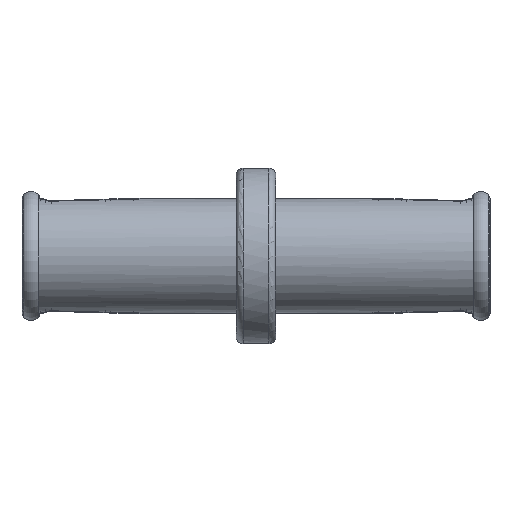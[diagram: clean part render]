
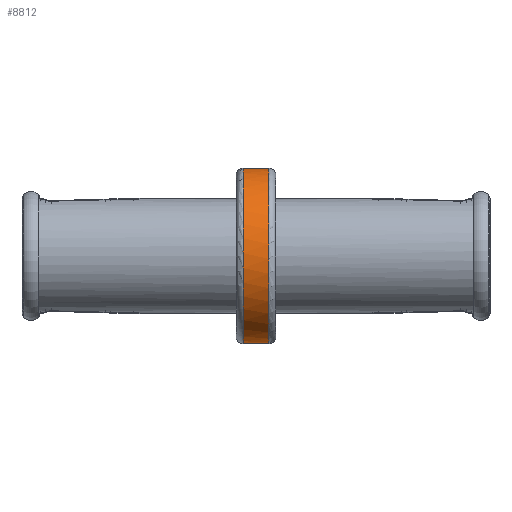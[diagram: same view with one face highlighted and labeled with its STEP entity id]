
A CAD part, front view. The second image highlights one B-rep face of the part: STEP entity #8812.
In plain terms, the highlighted cylindrical face has radius 3.75 mm (diameter 7.5 mm), a partial arc.
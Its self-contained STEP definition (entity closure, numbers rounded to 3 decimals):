
#679=CYLINDRICAL_SURFACE('',#9592,3.75);
#966=CIRCLE('',#9593,3.75);
#967=CIRCLE('',#9594,3.75);
#968=CIRCLE('',#9595,3.75);
#969=CIRCLE('',#9596,3.75);
#1393=FACE_OUTER_BOUND('',#1869,.T.);
#1869=EDGE_LOOP('',(#7158,#7159,#7160,#7161,#7162,#7163));
#2000=LINE('',#12056,#2528);
#2034=LINE('',#12180,#2562);
#2528=VECTOR('',#9819,10.);
#2562=VECTOR('',#9957,10.);
#3056=VERTEX_POINT('',#12054);
#3057=VERTEX_POINT('',#12055);
#3076=VERTEX_POINT('',#12108);
#3088=VERTEX_POINT('',#12144);
#3688=VERTEX_POINT('',#16502);
#3689=VERTEX_POINT('',#16505);
#3904=EDGE_CURVE('',#3056,#3057,#2000,.T.);
#3968=EDGE_CURVE('',#3076,#3088,#2034,.T.);
#4880=EDGE_CURVE('',#3688,#3057,#966,.T.);
#4881=EDGE_CURVE('',#3076,#3688,#967,.T.);
#4882=EDGE_CURVE('',#3689,#3088,#968,.T.);
#4883=EDGE_CURVE('',#3056,#3689,#969,.T.);
#7158=ORIENTED_EDGE('',*,*,#3904,.T.);
#7159=ORIENTED_EDGE('',*,*,#4880,.F.);
#7160=ORIENTED_EDGE('',*,*,#4881,.F.);
#7161=ORIENTED_EDGE('',*,*,#3968,.T.);
#7162=ORIENTED_EDGE('',*,*,#4882,.F.);
#7163=ORIENTED_EDGE('',*,*,#4883,.F.);
#8812=ADVANCED_FACE('',(#1393),#679,.T.);
#9592=AXIS2_PLACEMENT_3D('',#16501,#11505,#11506);
#9593=AXIS2_PLACEMENT_3D('',#16503,#11507,#11508);
#9594=AXIS2_PLACEMENT_3D('',#16504,#11509,#11510);
#9595=AXIS2_PLACEMENT_3D('',#16506,#11511,#11512);
#9596=AXIS2_PLACEMENT_3D('',#16507,#11513,#11514);
#9819=DIRECTION('',(-1.,0.,0.));
#9957=DIRECTION('',(1.,0.,0.));
#11505=DIRECTION('center_axis',(1.,0.,0.));
#11506=DIRECTION('ref_axis',(0.,-1.,0.));
#11507=DIRECTION('center_axis',(-1.,0.,0.));
#11508=DIRECTION('ref_axis',(0.,0.,
-1.));
#11509=DIRECTION('center_axis',(-1.,0.,0.));
#11510=DIRECTION('ref_axis',(0.,0.,
-1.));
#11511=DIRECTION('center_axis',(1.,0.,0.));
#11512=DIRECTION('ref_axis',(0.,0.,
1.));
#11513=DIRECTION('center_axis',(1.,0.,0.));
#11514=DIRECTION('ref_axis',(0.,0.,
1.));
#12054=CARTESIAN_POINT('',(-1.568,-17.307,4.75));
#12055=CARTESIAN_POINT('',(-2.668,-17.307,4.75));
#12056=CARTESIAN_POINT('',(-1.843,-17.307,4.75));
#12108=CARTESIAN_POINT('',(-2.668,-17.307,2.75));
#12144=CARTESIAN_POINT('',(-1.568,-17.307,2.75));
#12180=CARTESIAN_POINT('',(-1.843,-17.307,2.75));
#16501=CARTESIAN_POINT('Origin',(-1.843,-20.921,3.75));
#16502=CARTESIAN_POINT('',(-2.668,-20.921,7.5));
#16503=CARTESIAN_POINT('Origin',(-2.668,-20.921,3.75));
#16504=CARTESIAN_POINT('Origin',(-2.668,-20.921,3.75));
#16505=CARTESIAN_POINT('',(-1.568,-20.921,0.));
#16506=CARTESIAN_POINT('Origin',(-1.568,-20.921,3.75));
#16507=CARTESIAN_POINT('Origin',(-1.568,-20.921,3.75));
